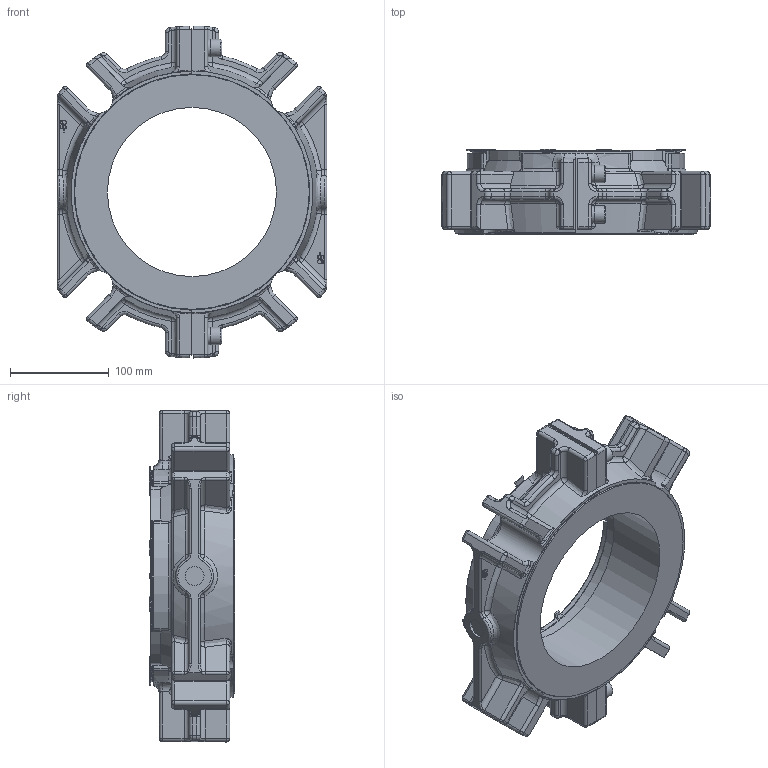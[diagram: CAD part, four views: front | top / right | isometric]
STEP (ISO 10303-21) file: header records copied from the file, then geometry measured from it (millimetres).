
FILE_DESCRIPTION(/* description */ ('Unknown'),/* implementation_level */ '2;1');
FILE_NAME(/* name */ '6.750 RDSX -56 SEAL ARRANGEMENT',/* time_stamp */ '2023-02-16T13:55:17-05:00',/* author */ ('Unknown'),/* organization */ ('Unknown'),/* preprocessor_version */ 'ST-DEVELOPER v16.7',/* originating_system */ 'Solid Edge',/* authorisation */ 'Unknown');
FILE_SCHEMA (('AUTOMOTIVE_DESIGN {1 0 10303 214 3 1 1}'));
Length unit declared in the file: millimetre
Products named in the file (1): 3122068
Bounding box: 273 x 86.49 x 336.53 mm (x, y, z)
Volume: 2512195.9 mm3; surface area: 278966.6 mm2
Topology: 1 solids, 3 shells, 1033 faces, 2718 edges, 1662 vertices
Faces by surface type: cylinder 314, plane 264, torus 223, bspline 144, sphere 50, cone 38
Full cylindrical faces by diameter (mm): 4.567 x6, 4.995 x2, 6.344 x2, 11.977 x1, 11.988 x8, 11.989 x1, 17.982 x4, 19.263 x2, 171.45 x1, 180.794 x1, 226.158 x1, 237.887 x1
Entity records: 34602 total; most frequent: CARTESIAN_POINT 10402, ORIENTED_EDGE 5236, DIRECTION 4954, EDGE_CURVE 2618, AXIS2_PLACEMENT_3D 2042, VERTEX_POINT 1628, CIRCLE 1120, EDGE_LOOP 1120
